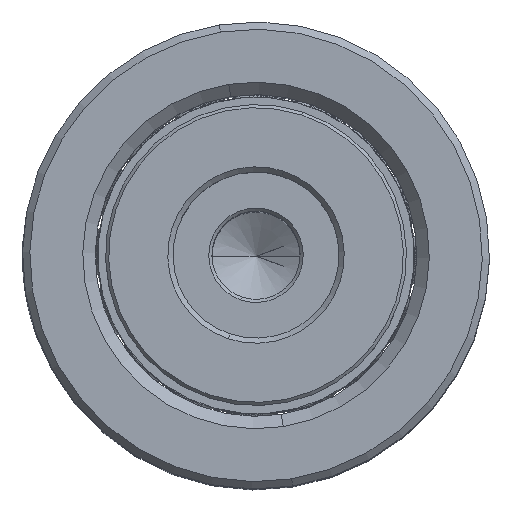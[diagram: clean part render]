
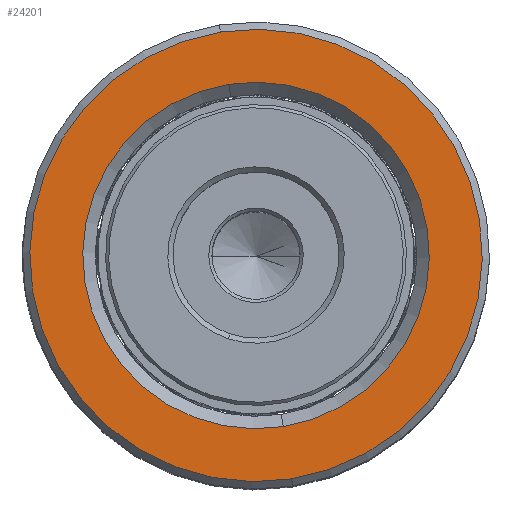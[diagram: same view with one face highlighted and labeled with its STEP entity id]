
A CAD part, top view. The second image highlights one B-rep face of the part: STEP entity #24201.
In plain terms, the highlighted planar face has unit normal (0, 0, 1).
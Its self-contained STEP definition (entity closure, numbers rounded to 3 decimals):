
#749 = DIRECTION ( 'NONE',  ( 1., 0., 0. ) ) ;
#1075 = EDGE_CURVE ( 'NONE', #13696, #20914, #11376, .T. ) ;
#2183 = FACE_OUTER_BOUND ( 'NONE', #21426, .T. ) ;
#6035 = ORIENTED_EDGE ( 'NONE', *, *, #28828, .T. ) ;
#7180 = CARTESIAN_POINT ( 'NONE',  ( 0., 0., 60. ) ) ;
#7195 = CARTESIAN_POINT ( 'NONE',  ( 0., 0., 60. ) ) ;
#7391 = CIRCLE ( 'NONE', #11990, 21.8 ) ;
#7740 = AXIS2_PLACEMENT_3D ( 'NONE', #14338, #21892, #31788 ) ;
#7741 = DIRECTION ( 'NONE',  ( 0., 0., 1. ) ) ;
#8093 = CARTESIAN_POINT ( 'NONE',  ( -21.8, 0., 60. ) ) ;
#9439 = ORIENTED_EDGE ( 'NONE', *, *, #12213, .T. ) ;
#9481 = DIRECTION ( 'NONE',  ( 0., 0., -1. ) ) ;
#10223 = DIRECTION ( 'NONE',  ( 1., 0., 0. ) ) ;
#11273 = AXIS2_PLACEMENT_3D ( 'NONE', #24918, #30174, #10223 ) ;
#11364 = AXIS2_PLACEMENT_3D ( 'NONE', #7180, #9481, #32026 ) ;
#11376 = CIRCLE ( 'NONE', #11364, 16.7 ) ;
#11990 = AXIS2_PLACEMENT_3D ( 'NONE', #7195, #7741, #749 ) ;
#12089 = CARTESIAN_POINT ( 'NONE',  ( 21.8, 0., 60. ) ) ;
#12213 = EDGE_CURVE ( 'NONE', #25127, #18557, #7391, .T. ) ;
#12275 = CARTESIAN_POINT ( 'NONE',  ( 16.7, 0., 60. ) ) ;
#12585 = CARTESIAN_POINT ( 'NONE',  ( -16.7, 0., 60. ) ) ;
#12702 = FACE_BOUND ( 'NONE', #14354, .T. ) ;
#13696 = VERTEX_POINT ( 'NONE', #12585 ) ;
#13960 = DIRECTION ( 'NONE',  ( 1., 0., 0. ) ) ;
#14338 = CARTESIAN_POINT ( 'NONE',  ( 0., 0., 60. ) ) ;
#14354 = EDGE_LOOP ( 'NONE', ( #18689, #22495 ) ) ;
#14583 = CIRCLE ( 'NONE', #11273, 16.7 ) ;
#18557 = VERTEX_POINT ( 'NONE', #8093 ) ;
#18689 = ORIENTED_EDGE ( 'NONE', *, *, #22860, .T. ) ;
#20914 = VERTEX_POINT ( 'NONE', #12275 ) ;
#21426 = EDGE_LOOP ( 'NONE', ( #6035, #9439 ) ) ;
#21892 = DIRECTION ( 'NONE',  ( 0., 0., 1. ) ) ;
#22495 = ORIENTED_EDGE ( 'NONE', *, *, #1075, .T. ) ;
#22860 = EDGE_CURVE ( 'NONE', #20914, #13696, #14583, .T. ) ;
#24201 = ADVANCED_FACE ( 'NONE', ( #2183, #12702 ), #24280, .T. ) ;
#24280 = PLANE ( 'NONE',  #7740 ) ;
#24918 = CARTESIAN_POINT ( 'NONE',  ( 0., 0., 60. ) ) ;
#25127 = VERTEX_POINT ( 'NONE', #12089 ) ;
#27409 = AXIS2_PLACEMENT_3D ( 'NONE', #28940, #28841, #13960 ) ;
#27451 = CIRCLE ( 'NONE', #27409, 21.8 ) ;
#28828 = EDGE_CURVE ( 'NONE', #18557, #25127, #27451, .T. ) ;
#28841 = DIRECTION ( 'NONE',  ( 0., 0., 1. ) ) ;
#28940 = CARTESIAN_POINT ( 'NONE',  ( 0., 0., 60. ) ) ;
#30174 = DIRECTION ( 'NONE',  ( 0., 0., -1. ) ) ;
#31788 = DIRECTION ( 'NONE',  ( 1., 0., 0. ) ) ;
#32026 = DIRECTION ( 'NONE',  ( 1., 0., 0. ) ) ;
